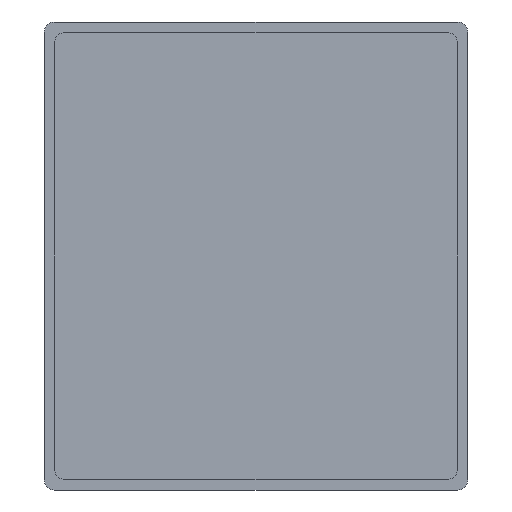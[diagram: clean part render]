
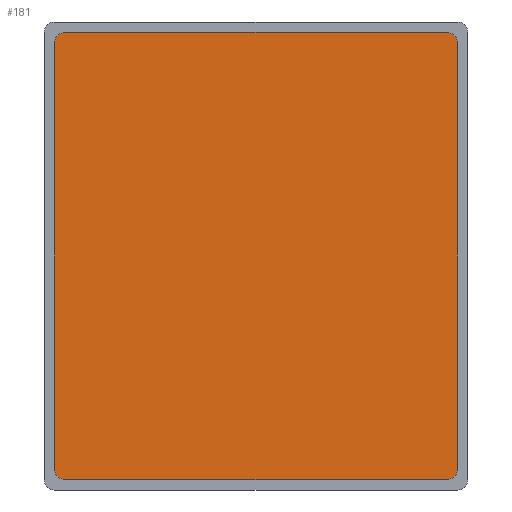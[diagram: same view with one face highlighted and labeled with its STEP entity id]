
A CAD part, front view. The second image highlights one B-rep face of the part: STEP entity #181.
In plain terms, the highlighted face is planar.
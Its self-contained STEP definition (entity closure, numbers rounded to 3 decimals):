
#181=ADVANCED_FACE('',(#336),#338,.T.);
#336=FACE_BOUND('',#337,.T.);
#337=EDGE_LOOP('',(#447,#448,#449,#450,#451,#452,#453,#454));
#338=PLANE('',#339);
#339=AXIS2_PLACEMENT_3D('',#340,#341,#342);
#340=CARTESIAN_POINT('',(0.,0.,0.));
#341=DIRECTION('',(0.,1.,0.));
#342=DIRECTION('',(0.,0.,-1.));
#447=ORIENTED_EDGE('',*,*,#543,.F.);
#448=ORIENTED_EDGE('',*,*,#542,.T.);
#449=ORIENTED_EDGE('',*,*,#544,.F.);
#450=ORIENTED_EDGE('',*,*,#528,.T.);
#451=ORIENTED_EDGE('',*,*,#545,.F.);
#452=ORIENTED_EDGE('',*,*,#532,.T.);
#453=ORIENTED_EDGE('',*,*,#546,.F.);
#454=ORIENTED_EDGE('',*,*,#536,.T.);
#528=EDGE_CURVE('',#594,#591,#595,.F.);
#532=EDGE_CURVE('',#602,#599,#603,.F.);
#536=EDGE_CURVE('',#610,#607,#611,.F.);
#542=EDGE_CURVE('',#615,#620,#622,.F.);
#543=EDGE_CURVE('',#615,#607,#623,.F.);
#544=EDGE_CURVE('',#594,#620,#624,.F.);
#545=EDGE_CURVE('',#602,#591,#625,.F.);
#546=EDGE_CURVE('',#610,#599,#626,.F.);
#591=VERTEX_POINT('',#703);
#594=VERTEX_POINT('',#708);
#595=LINE('',#709,#710);
#599=VERTEX_POINT('',#719);
#602=VERTEX_POINT('',#724);
#603=LINE('',#725,#726);
#607=VERTEX_POINT('',#735);
#610=VERTEX_POINT('',#740);
#611=LINE('',#741,#742);
#615=VERTEX_POINT('',#751);
#620=VERTEX_POINT('',#760);
#622=LINE('',#764,#765);
#623=CIRCLE('',#767,2.);
#624=CIRCLE('',#771,2.);
#625=CIRCLE('',#775,2.);
#626=CIRCLE('',#779,2.);
#703=CARTESIAN_POINT('',(-36.49,0.,-42.7));
#708=CARTESIAN_POINT('',(36.49,0.,-42.7));
#709=CARTESIAN_POINT('',(-36.49,0.,-42.7));
#710=VECTOR('',#711,1.);
#711=DIRECTION('',(1.,0.,0.));
#719=CARTESIAN_POINT('',(-38.49,0.,40.7));
#724=CARTESIAN_POINT('',(-38.49,0.,-40.7));
#725=CARTESIAN_POINT('',(-38.49,0.,40.7));
#726=VECTOR('',#727,1.);
#727=DIRECTION('',(0.,0.,-1.));
#735=CARTESIAN_POINT('',(36.49,0.,42.7));
#740=CARTESIAN_POINT('',(-36.49,0.,42.7));
#741=CARTESIAN_POINT('',(36.49,0.,42.7));
#742=VECTOR('',#743,1.);
#743=DIRECTION('',(-1.,0.,0.));
#751=CARTESIAN_POINT('',(38.49,0.,40.7));
#760=CARTESIAN_POINT('',(38.49,0.,-40.7));
#764=CARTESIAN_POINT('',(38.49,0.,-40.7));
#765=VECTOR('',#766,1.);
#766=DIRECTION('',(0.,0.,1.));
#767=AXIS2_PLACEMENT_3D('',#768,#769,#770);
#768=CARTESIAN_POINT('',(36.49,0.,40.7));
#769=DIRECTION('',(0.,1.,0.));
#770=DIRECTION('',(0.,0.,1.));
#771=AXIS2_PLACEMENT_3D('',#772,#773,#774);
#772=CARTESIAN_POINT('',(36.49,0.,-40.7));
#773=DIRECTION('',(0.,1.,0.));
#774=DIRECTION('',(1.,0.,0.));
#775=AXIS2_PLACEMENT_3D('',#776,#777,#778);
#776=CARTESIAN_POINT('',(-36.49,0.,-40.7));
#777=DIRECTION('',(0.,1.,0.));
#778=DIRECTION('',(0.,0.,-1.));
#779=AXIS2_PLACEMENT_3D('',#780,#781,#782);
#780=CARTESIAN_POINT('',(-36.49,0.,40.7));
#781=DIRECTION('',(0.,1.,0.));
#782=DIRECTION('',(-1.,0.,0.));
